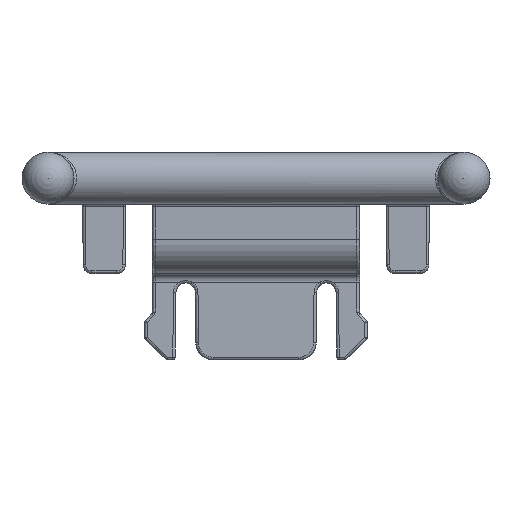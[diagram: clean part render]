
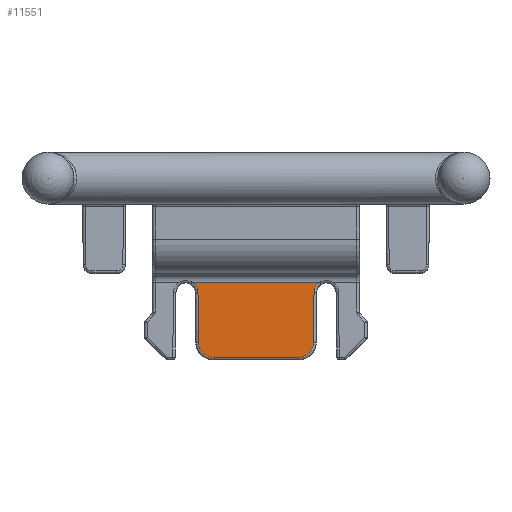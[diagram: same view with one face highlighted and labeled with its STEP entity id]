
A CAD part, front view. The second image highlights one B-rep face of the part: STEP entity #11551.
In plain terms, the highlighted planar face has unit normal (0, -1, -0.009).
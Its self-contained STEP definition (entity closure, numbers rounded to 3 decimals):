
#1576 = ORIENTED_EDGE ( 'NONE', *, *, #4239, .T. ) ;
#1577 = ORIENTED_EDGE ( 'NONE', *, *, #4238, .T. ) ;
#1578 = ORIENTED_EDGE ( 'NONE', *, *, #4237, .T. ) ;
#1579 = ORIENTED_EDGE ( 'NONE', *, *, #4236, .T. ) ;
#1580 = ORIENTED_EDGE ( 'NONE', *, *, #4235, .T. ) ;
#1581 = ORIENTED_EDGE ( 'NONE', *, *, #4234, .T. ) ;
#1582 = ORIENTED_EDGE ( 'NONE', *, *, #4233, .T. ) ;
#1583 = ORIENTED_EDGE ( 'NONE', *, *, #4232, .T. ) ;
#1694 = EDGE_LOOP ( 'NONE', ( #1583, #1582, #1581, #1580, #1579, #1578, #1577, #1576 ) ) ;
#2490 = VECTOR ( 'NONE', #23132, 1000. ) ;
#2498 = LINE ( 'NONE', #23139, #2501 ) ;
#2500 = LINE ( 'NONE', #23133, #2490 ) ;
#2501 = VECTOR ( 'NONE', #23137, 1000. ) ;
#2502 = LINE ( 'NONE', #23127, #2503 ) ;
#2503 = VECTOR ( 'NONE', #23126, 1000. ) ;
#2504 = LINE ( 'NONE', #23121, #2505 ) ;
#2505 = VECTOR ( 'NONE', #23120, 1000. ) ;
#4232 = EDGE_CURVE ( 'NONE', #12576, #12572, #2498, .T. ) ;
#4233 = EDGE_CURVE ( 'NONE', #12572, #12643, #16614, .T. ) ;
#4234 = EDGE_CURVE ( 'NONE', #12643, #12522, #2500, .T. ) ;
#4235 = EDGE_CURVE ( 'NONE', #12522, #12887, #16616, .T. ) ;
#4236 = EDGE_CURVE ( 'NONE', #12887, #12506, #2502, .T. ) ;
#4237 = EDGE_CURVE ( 'NONE', #12506, #12536, #16619, .T. ) ;
#4238 = EDGE_CURVE ( 'NONE', #12536, #12514, #2504, .T. ) ;
#4239 = EDGE_CURVE ( 'NONE', #12514, #12576, #16621, .T. ) ;
#5312 = AXIS2_PLACEMENT_3D ( 'NONE', #18870, #18877, #18878 ) ;
#8506 = CARTESIAN_POINT ( 'NONE',  ( -3.322, -55.669, -9.489 ) ) ;
#8520 = CARTESIAN_POINT ( 'NONE',  ( 2.472, -55.661, -10.331 ) ) ;
#8536 = CARTESIAN_POINT ( 'NONE',  ( -3.687, -55.699, -5.996 ) ) ;
#8558 = CARTESIAN_POINT ( 'NONE',  ( -2.472, -55.661, -10.331 ) ) ;
#8627 = CARTESIAN_POINT ( 'NONE',  ( 3.347, -55.694, -6.595 ) ) ;
#8635 = CARTESIAN_POINT ( 'NONE',  ( 3.322, -55.669, -9.489 ) ) ;
#8757 = CARTESIAN_POINT ( 'NONE',  ( 3.687, -55.699, -5.996 ) ) ;
#9067 = CARTESIAN_POINT ( 'NONE',  ( -3.347, -55.694, -6.595 ) ) ;
#11551 = ADVANCED_FACE ( 'NONE', ( #16770 ), #18875, .F. ) ;
#12506 = VERTEX_POINT ( 'NONE', #8506 ) ;
#12514 = VERTEX_POINT ( 'NONE', #8520 ) ;
#12522 = VERTEX_POINT ( 'NONE', #8536 ) ;
#12536 = VERTEX_POINT ( 'NONE', #8558 ) ;
#12572 = VERTEX_POINT ( 'NONE', #8627 ) ;
#12576 = VERTEX_POINT ( 'NONE', #8635 ) ;
#12643 = VERTEX_POINT ( 'NONE', #8757 ) ;
#12887 = VERTEX_POINT ( 'NONE', #9067 ) ;
#16614 =( BOUNDED_CURVE ( )  B_SPLINE_CURVE ( 3, ( #23135, #23138, #23153, #23134 ),
 .UNSPECIFIED., .F., .T. ) 
 B_SPLINE_CURVE_WITH_KNOTS ( ( 4, 4 ),
 ( 4.721, 5.734 ),
 .UNSPECIFIED. ) 
 CURVE ( )  GEOMETRIC_REPRESENTATION_ITEM ( )  RATIONAL_B_SPLINE_CURVE ( ( 1., 0.916, 0.916, 1. ) ) 
 REPRESENTATION_ITEM ( '' )  );
#16616 =( BOUNDED_CURVE ( )  B_SPLINE_CURVE ( 3, ( #23130, #23151, #23136, #23128 ),
 .UNSPECIFIED., .F., .T. ) 
 B_SPLINE_CURVE_WITH_KNOTS ( ( 4, 4 ),
 ( 0.549, 1.562 ),
 .UNSPECIFIED. ) 
 CURVE ( )  GEOMETRIC_REPRESENTATION_ITEM ( )  RATIONAL_B_SPLINE_CURVE ( ( 1., 0.916, 0.916, 1. ) ) 
 REPRESENTATION_ITEM ( '' )  );
#16619 =( BOUNDED_CURVE ( )  B_SPLINE_CURVE ( 3, ( #23124, #23131, #23129, #23122 ),
 .UNSPECIFIED., .F., .T. ) 
 B_SPLINE_CURVE_WITH_KNOTS ( ( 4, 4 ),
 ( 4.721, 6.283 ),
 .UNSPECIFIED. ) 
 CURVE ( )  GEOMETRIC_REPRESENTATION_ITEM ( )  RATIONAL_B_SPLINE_CURVE ( ( 1., 0.807, 0.807, 1. ) ) 
 REPRESENTATION_ITEM ( '' )  );
#16621 =( BOUNDED_CURVE ( )  B_SPLINE_CURVE ( 3, ( #23118, #23125, #23123, #23116 ),
 .UNSPECIFIED., .F., .T. ) 
 B_SPLINE_CURVE_WITH_KNOTS ( ( 4, 4 ),
 ( 3.142, 4.704 ),
 .UNSPECIFIED. ) 
 CURVE ( )  GEOMETRIC_REPRESENTATION_ITEM ( )  RATIONAL_B_SPLINE_CURVE ( ( 1., 0.807, 0.807, 1. ) ) 
 REPRESENTATION_ITEM ( '' )  );
#16770 = FACE_OUTER_BOUND ( 'NONE', #1694, .T. ) ;
#18870 = CARTESIAN_POINT ( 'NONE',  ( 5.975, -55.699, -5.996 ) ) ;
#18875 = PLANE ( 'NONE',  #5312 ) ;
#18877 = DIRECTION ( 'NONE',  ( 0., 1., 0.009 ) ) ;
#18878 = DIRECTION ( 'NONE',  ( 0., -0.009, 1. ) ) ;
#23116 = CARTESIAN_POINT ( 'NONE',  ( 3.322, -55.669, -9.489 ) ) ;
#23118 = CARTESIAN_POINT ( 'NONE',  ( 2.472, -55.661, -10.331 ) ) ;
#23120 = DIRECTION ( 'NONE',  ( 1., 0., 0. ) ) ;
#23121 = CARTESIAN_POINT ( 'NONE',  ( 5.975, -55.661, -10.331 ) ) ;
#23122 = CARTESIAN_POINT ( 'NONE',  ( -2.472, -55.661, -10.331 ) ) ;
#23123 = CARTESIAN_POINT ( 'NONE',  ( 3.318, -55.664, -9.983 ) ) ;
#23124 = CARTESIAN_POINT ( 'NONE',  ( -3.322, -55.669, -9.489 ) ) ;
#23125 = CARTESIAN_POINT ( 'NONE',  ( 2.966, -55.661, -10.331 ) ) ;
#23126 = DIRECTION ( 'NONE',  ( 0.009, 0.009, -1. ) ) ;
#23127 = CARTESIAN_POINT ( 'NONE',  ( -3.352, -55.698, -6.077 ) ) ;
#23128 = CARTESIAN_POINT ( 'NONE',  ( -3.347, -55.694, -6.595 ) ) ;
#23129 = CARTESIAN_POINT ( 'NONE',  ( -2.966, -55.661, -10.331 ) ) ;
#23130 = CARTESIAN_POINT ( 'NONE',  ( -3.687, -55.699, -5.996 ) ) ;
#23131 = CARTESIAN_POINT ( 'NONE',  ( -3.318, -55.664, -9.983 ) ) ;
#23132 = DIRECTION ( 'NONE',  ( -1., 0., 0. ) ) ;
#23133 = CARTESIAN_POINT ( 'NONE',  ( 5.975, -55.699, -5.996 ) ) ;
#23134 = CARTESIAN_POINT ( 'NONE',  ( 3.687, -55.699, -5.996 ) ) ;
#23135 = CARTESIAN_POINT ( 'NONE',  ( 3.347, -55.694, -6.595 ) ) ;
#23136 = CARTESIAN_POINT ( 'NONE',  ( -3.349, -55.696, -6.344 ) ) ;
#23137 = DIRECTION ( 'NONE',  ( 0.009, -0.009, 1. ) ) ;
#23138 = CARTESIAN_POINT ( 'NONE',  ( 3.349, -55.696, -6.344 ) ) ;
#23139 = CARTESIAN_POINT ( 'NONE',  ( 3.3, -55.646, -12.048 ) ) ;
#23151 = CARTESIAN_POINT ( 'NONE',  ( -3.473, -55.698, -6.126 ) ) ;
#23153 = CARTESIAN_POINT ( 'NONE',  ( 3.473, -55.698, -6.126 ) ) ;
